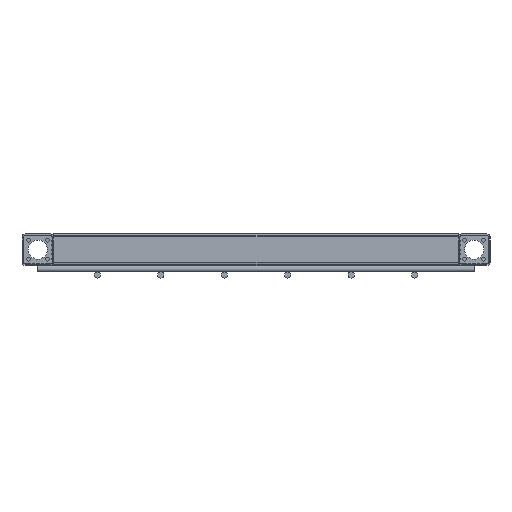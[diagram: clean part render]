
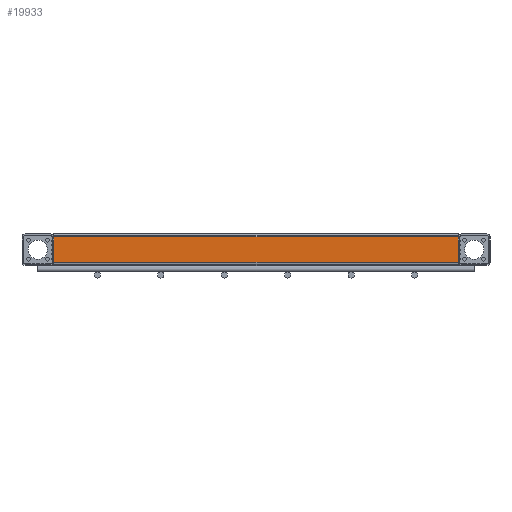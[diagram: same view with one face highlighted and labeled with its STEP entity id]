
A CAD part, left-side view. The second image highlights one B-rep face of the part: STEP entity #19933.
In plain terms, the highlighted planar face has unit normal (-1, 0, 0).
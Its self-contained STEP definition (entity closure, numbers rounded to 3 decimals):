
#100 = CARTESIAN_POINT ( 'NONE',  ( -997.5, -127.5, -8. ) ) ;
#459 = LINE ( 'NONE', #22917, #14109 ) ;
#1056 = CARTESIAN_POINT ( 'NONE',  ( -997.5, 127.5, -8. ) ) ;
#1702 = CARTESIAN_POINT ( 'NONE',  ( -997.5, -137.5, -8. ) ) ;
#2982 = DIRECTION ( 'NONE',  ( 0., 0., -1. ) ) ;
#4079 = CARTESIAN_POINT ( 'NONE',  ( -997.5, 127.5, 8. ) ) ;
#5552 = VERTEX_POINT ( 'NONE', #100 ) ;
#7011 = EDGE_CURVE ( 'NONE', #20748, #27152, #15609, .T. ) ;
#7077 = CARTESIAN_POINT ( 'NONE',  ( -997.5, -127.5, 8. ) ) ;
#7689 = EDGE_CURVE ( 'NONE', #5552, #20748, #20023, .T. ) ;
#7809 = AXIS2_PLACEMENT_3D ( 'NONE', #1702, #16542, #21073 ) ;
#7845 = ORIENTED_EDGE ( 'NONE', *, *, #11836, .T. ) ;
#9411 = PLANE ( 'NONE',  #7809 ) ;
#11015 = VECTOR ( 'NONE', #25825, 1000. ) ;
#11081 = CARTESIAN_POINT ( 'NONE',  ( -997.5, -127.5, -8. ) ) ;
#11274 = EDGE_CURVE ( 'NONE', #5552, #13932, #459, .T. ) ;
#11316 = DIRECTION ( 'NONE',  ( 0., 1., 0. ) ) ;
#11836 = EDGE_CURVE ( 'NONE', #27152, #13932, #20073, .T. ) ;
#12913 = CARTESIAN_POINT ( 'NONE',  ( -997.5, -137.5, 8. ) ) ;
#13771 = VECTOR ( 'NONE', #16498, 1000. ) ;
#13932 = VERTEX_POINT ( 'NONE', #1056 ) ;
#14109 = VECTOR ( 'NONE', #11316, 1000. ) ;
#15609 = LINE ( 'NONE', #12913, #13771 ) ;
#16452 = CARTESIAN_POINT ( 'NONE',  ( -997.5, 127.5, -8. ) ) ;
#16498 = DIRECTION ( 'NONE',  ( 0., 1., 0. ) ) ;
#16542 = DIRECTION ( 'NONE',  ( 1., 0., 0. ) ) ;
#17453 = FACE_OUTER_BOUND ( 'NONE', #19903, .T. ) ;
#18663 = ORIENTED_EDGE ( 'NONE', *, *, #7689, .T. ) ;
#19903 = EDGE_LOOP ( 'NONE', ( #25568, #18663, #21184, #7845 ) ) ;
#19933 = ADVANCED_FACE ( 'NONE', ( #17453 ), #9411, .F. ) ;
#20023 = LINE ( 'NONE', #11081, #11015 ) ;
#20073 = LINE ( 'NONE', #16452, #20597 ) ;
#20597 = VECTOR ( 'NONE', #2982, 1000. ) ;
#20748 = VERTEX_POINT ( 'NONE', #7077 ) ;
#21073 = DIRECTION ( 'NONE',  ( 0., 0., -1. ) ) ;
#21184 = ORIENTED_EDGE ( 'NONE', *, *, #7011, .T. ) ;
#22917 = CARTESIAN_POINT ( 'NONE',  ( -997.5, -137.5, -8. ) ) ;
#25568 = ORIENTED_EDGE ( 'NONE', *, *, #11274, .F. ) ;
#25825 = DIRECTION ( 'NONE',  ( 0., 0., 1. ) ) ;
#27152 = VERTEX_POINT ( 'NONE', #4079 ) ;
